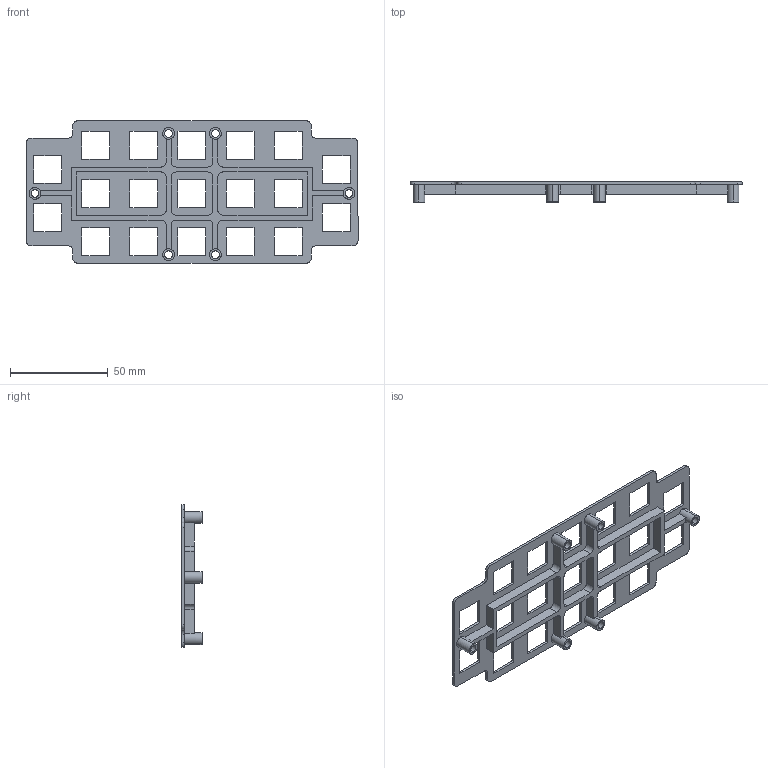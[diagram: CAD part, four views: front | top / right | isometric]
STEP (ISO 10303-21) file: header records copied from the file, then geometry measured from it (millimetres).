
FILE_DESCRIPTION (( 'STEP AP214' ), '1' );
FILE_NAME ('cherrysupport-nopcb.stp', '2020-09-17T05:24:55', ( '' ), ( '' ), 'SwSTEP 2.0', 'SolidWorks 2019', '' );
FILE_SCHEMA (( 'AUTOMOTIVE_DESIGN' ));
Length unit declared in the file: inch
Products named in the file (1): cherrysupport-nopcb
Bounding box: 170 x 10.3 x 73 mm (x, y, z)
Volume: 16300.6 mm3; surface area: 23015.4 mm2
Topology: 1 solids, 1 shells, 186 faces, 540 edges, 360 vertices
Faces by surface type: plane 134, cylinder 52
Entity records: 6260 total; most frequent: CARTESIAN_POINT 1087, ORIENTED_EDGE 1080, DIRECTION 1030, EDGE_CURVE 540, VECTOR 424, LINE 424, VERTEX_POINT 360, AXIS2_PLACEMENT_3D 303
